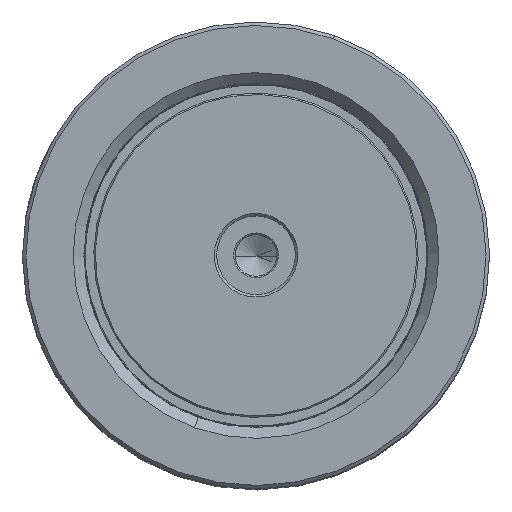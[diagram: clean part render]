
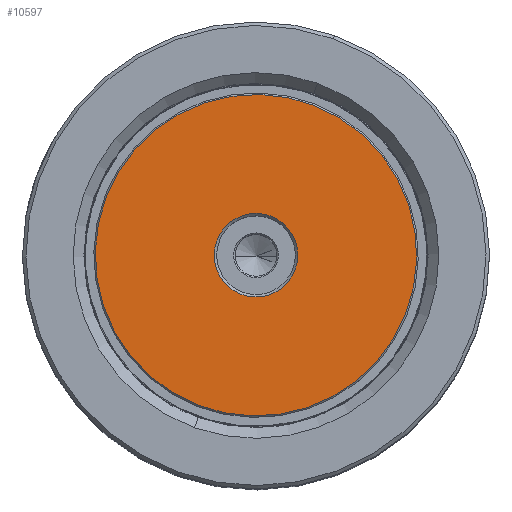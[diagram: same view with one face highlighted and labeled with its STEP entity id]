
A CAD part, top view. The second image highlights one B-rep face of the part: STEP entity #10597.
In plain terms, the highlighted face is planar.
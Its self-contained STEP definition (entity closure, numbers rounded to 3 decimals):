
#2910 = FACE_OUTER_BOUND ( 'NONE', #37289, .T. ) ;
#3513 = VERTEX_POINT ( 'NONE', #52802 ) ;
#4129 = DIRECTION ( 'NONE',  ( 1., 0., 0. ) ) ;
#5267 = CIRCLE ( 'NONE', #38233, 8.5 ) ;
#6420 = EDGE_CURVE ( 'NONE', #22255, #48588, #17997, .T. ) ;
#8677 = PLANE ( 'NONE',  #17033 ) ;
#8926 = DIRECTION ( 'NONE',  ( 0., 0., 1. ) ) ;
#10211 = AXIS2_PLACEMENT_3D ( 'NONE', #31333, #57910, #53056 ) ;
#10597 = ADVANCED_FACE ( 'NONE', ( #2910, #25374 ), #8677, .F. ) ;
#14636 = CARTESIAN_POINT ( 'NONE',  ( 0., 0., 0. ) ) ;
#17033 = AXIS2_PLACEMENT_3D ( 'NONE', #31428, #31606, #4129 ) ;
#17315 = DIRECTION ( 'NONE',  ( 0., 0., 1. ) ) ;
#17997 = CIRCLE ( 'NONE', #24877, 32.7 ) ;
#19568 = CARTESIAN_POINT ( 'NONE',  ( -32.7, 0., 0. ) ) ;
#20889 = CIRCLE ( 'NONE', #51165, 8.5 ) ;
#22255 = VERTEX_POINT ( 'NONE', #19568 ) ;
#23825 = DIRECTION ( 'NONE',  ( 0., 0., -1. ) ) ;
#24752 = CIRCLE ( 'NONE', #10211, 32.7 ) ;
#24877 = AXIS2_PLACEMENT_3D ( 'NONE', #14636, #23825, #46017 ) ;
#25374 = FACE_BOUND ( 'NONE', #42411, .T. ) ;
#31333 = CARTESIAN_POINT ( 'NONE',  ( 0., 0., 0. ) ) ;
#31428 = CARTESIAN_POINT ( 'NONE',  ( 0., 0., 0. ) ) ;
#31606 = DIRECTION ( 'NONE',  ( 0., 0., 1. ) ) ;
#34680 = EDGE_CURVE ( 'NONE', #48588, #22255, #24752, .T. ) ;
#35006 = CARTESIAN_POINT ( 'NONE',  ( 0., 0., 0. ) ) ;
#35177 = EDGE_CURVE ( 'NONE', #3513, #39580, #20889, .T. ) ;
#36677 = ORIENTED_EDGE ( 'NONE', *, *, #35177, .T. ) ;
#37289 = EDGE_LOOP ( 'NONE', ( #55026, #54106 ) ) ;
#38233 = AXIS2_PLACEMENT_3D ( 'NONE', #45383, #8926, #49269 ) ;
#39305 = DIRECTION ( 'NONE',  ( 1., 0., 0. ) ) ;
#39580 = VERTEX_POINT ( 'NONE', #49261 ) ;
#42411 = EDGE_LOOP ( 'NONE', ( #49621, #36677 ) ) ;
#43533 = CARTESIAN_POINT ( 'NONE',  ( 32.7, 0., 0. ) ) ;
#45383 = CARTESIAN_POINT ( 'NONE',  ( 0., 0., 0. ) ) ;
#46017 = DIRECTION ( 'NONE',  ( 1., 0., 0. ) ) ;
#46466 = EDGE_CURVE ( 'NONE', #39580, #3513, #5267, .T. ) ;
#48588 = VERTEX_POINT ( 'NONE', #43533 ) ;
#49261 = CARTESIAN_POINT ( 'NONE',  ( -8.5, 0., 0. ) ) ;
#49269 = DIRECTION ( 'NONE',  ( 1., 0., 0. ) ) ;
#49621 = ORIENTED_EDGE ( 'NONE', *, *, #46466, .T. ) ;
#51165 = AXIS2_PLACEMENT_3D ( 'NONE', #35006, #17315, #39305 ) ;
#52802 = CARTESIAN_POINT ( 'NONE',  ( 8.5, 0., 0. ) ) ;
#53056 = DIRECTION ( 'NONE',  ( 1., 0., 0. ) ) ;
#54106 = ORIENTED_EDGE ( 'NONE', *, *, #6420, .T. ) ;
#55026 = ORIENTED_EDGE ( 'NONE', *, *, #34680, .T. ) ;
#57910 = DIRECTION ( 'NONE',  ( 0., 0., -1. ) ) ;
